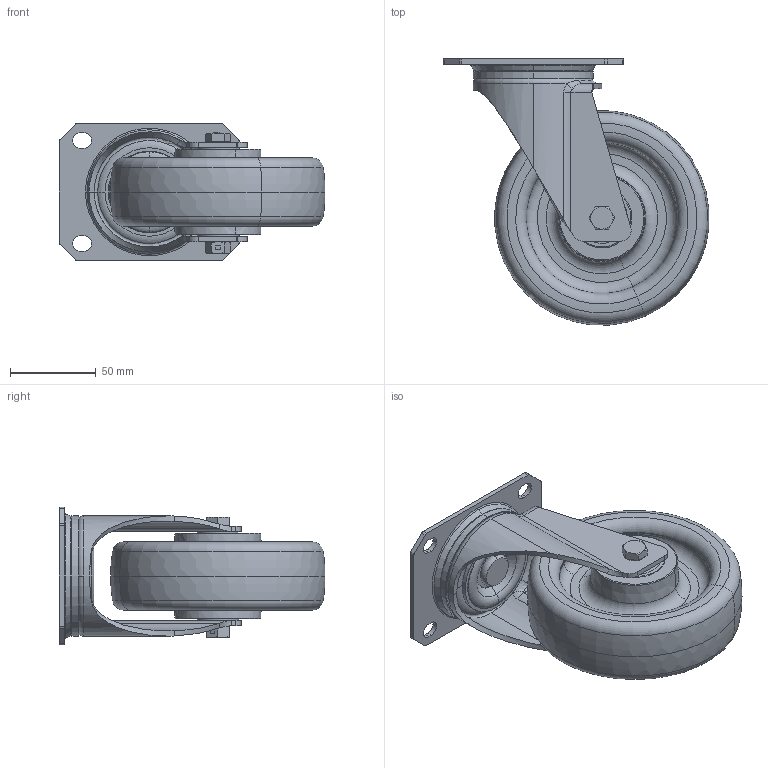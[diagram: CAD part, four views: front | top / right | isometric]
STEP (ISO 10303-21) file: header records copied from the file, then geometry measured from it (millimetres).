
FILE_DESCRIPTION (( 'STEP AP214' ), '1' );
FILE_NAME ('0055848.step', '2023-09-25T10:00:05', ( '' ), ( '' ), 'SwSTEP 2.0', 'SolidWorks 2020', '' );
FILE_SCHEMA (( 'AUTOMOTIVE_DESIGN' ));
Length unit declared in the file: millimetre
Products named in the file (1): 0055848
Bounding box: 154.85 x 154.85 x 80 mm (x, y, z)
Volume: 443541.8 mm3; surface area: 178460.1 mm2
Topology: 20 solids, 20 shells, 723 faces, 1704 edges, 1049 vertices
Faces by surface type: torus 292, cylinder 169, plane 158, cone 88, bspline 16
Entity records: 31480 total; most frequent: CARTESIAN_POINT 6463, DIRECTION 3793, ORIENTED_EDGE 3408, AXIS2_PLACEMENT_3D 1707, EDGE_CURVE 1704, VERTEX_POINT 1049, CIRCLE 999, EDGE_LOOP 799
